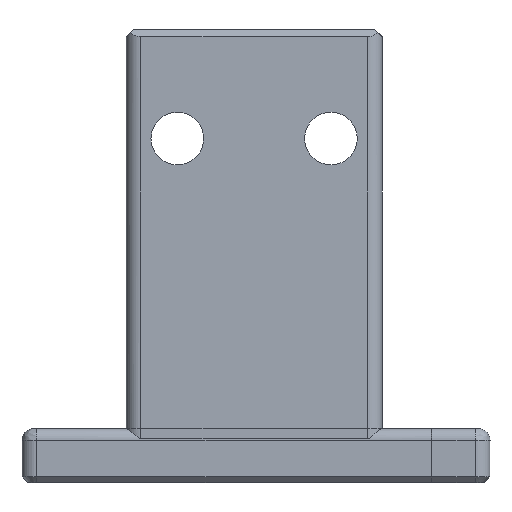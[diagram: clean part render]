
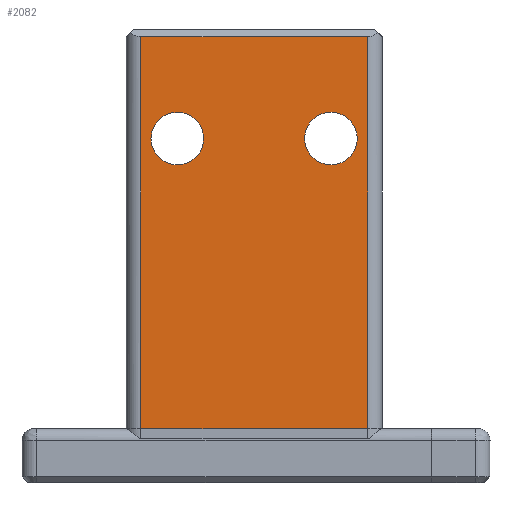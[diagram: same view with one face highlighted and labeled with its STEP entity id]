
A CAD part, front view. The second image highlights one B-rep face of the part: STEP entity #2082.
In plain terms, the highlighted planar face has unit normal (0, -1, 0).
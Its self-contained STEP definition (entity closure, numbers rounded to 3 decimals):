
#50=FACE_BOUND('',#403,.T.);
#51=FACE_BOUND('',#404,.T.);
#157=CIRCLE('',#2209,1.8);
#159=CIRCLE('',#2212,1.8);
#280=FACE_OUTER_BOUND('',#402,.T.);
#402=EDGE_LOOP('',(#1740,#1741,#1742,#1743));
#403=EDGE_LOOP('',(#1744));
#404=EDGE_LOOP('',(#1745));
#535=LINE('',#3277,#719);
#573=LINE('',#3675,#757);
#576=LINE('',#3684,#760);
#577=LINE('',#3686,#761);
#719=VECTOR('',#2615,10.);
#757=VECTOR('',#2739,10.);
#760=VECTOR('',#2750,10.);
#761=VECTOR('',#2753,10.);
#895=VERTEX_POINT('',#3203);
#897=VERTEX_POINT('',#3209);
#920=VERTEX_POINT('',#3273);
#921=VERTEX_POINT('',#3275);
#963=VERTEX_POINT('',#3673);
#964=VERTEX_POINT('',#3680);
#1125=EDGE_CURVE('',#895,#895,#157,.F.);
#1128=EDGE_CURVE('',#897,#897,#159,.F.);
#1159=EDGE_CURVE('',#921,#920,#535,.T.);
#1231=EDGE_CURVE('',#963,#921,#573,.T.);
#1236=EDGE_CURVE('',#920,#964,#576,.T.);
#1237=EDGE_CURVE('',#963,#964,#577,.T.);
#1740=ORIENTED_EDGE('',*,*,#1237,.T.);
#1741=ORIENTED_EDGE('',*,*,#1236,.F.);
#1742=ORIENTED_EDGE('',*,*,#1159,.F.);
#1743=ORIENTED_EDGE('',*,*,#1231,.F.);
#1744=ORIENTED_EDGE('',*,*,#1128,.F.);
#1745=ORIENTED_EDGE('',*,*,#1125,.F.);
#1986=PLANE('',#2276);
#2082=ADVANCED_FACE('',(#280,#50,#51),#1986,.F.);
#2209=AXIS2_PLACEMENT_3D('',#3204,#2554,#2555);
#2212=AXIS2_PLACEMENT_3D('',#3210,#2561,#2562);
#2276=AXIS2_PLACEMENT_3D('',#3685,#2751,#2752);
#2554=DIRECTION('center_axis',(0.,1.,0.));
#2555=DIRECTION('ref_axis',(-1.,0.,0.));
#2561=DIRECTION('center_axis',(0.,1.,0.));
#2562=DIRECTION('ref_axis',(-1.,0.,0.));
#2615=DIRECTION('',(1.,0.,0.));
#2739=DIRECTION('',(0.,0.,1.));
#2750=DIRECTION('',(0.,0.,-1.));
#2751=DIRECTION('center_axis',(0.,1.,0.));
#2752=DIRECTION('ref_axis',(-1.,0.,0.));
#2753=DIRECTION('',(1.,0.,0.));
#3203=CARTESIAN_POINT('',(6.965,-7.353,23.704));
#3204=CARTESIAN_POINT('Origin',(5.165,-7.353,23.704));
#3209=CARTESIAN_POINT('',(-3.54,-7.353,23.704));
#3210=CARTESIAN_POINT('Origin',(-5.34,-7.353,23.704));
#3273=CARTESIAN_POINT('',(7.665,-7.353,30.676));
#3275=CARTESIAN_POINT('',(-7.835,-7.353,30.676));
#3277=CARTESIAN_POINT('',(-0.085,-7.353,30.676));
#3673=CARTESIAN_POINT('',(-7.835,-7.353,3.876));
#3675=CARTESIAN_POINT('',(-7.835,-7.353,18.683));
#3680=CARTESIAN_POINT('',(7.665,-7.353,3.876));
#3684=CARTESIAN_POINT('',(7.665,-7.353,9.042));
#3685=CARTESIAN_POINT('Origin',(1.165,-7.353,17.69));
#3686=CARTESIAN_POINT('',(1.758,-7.353,3.876));
